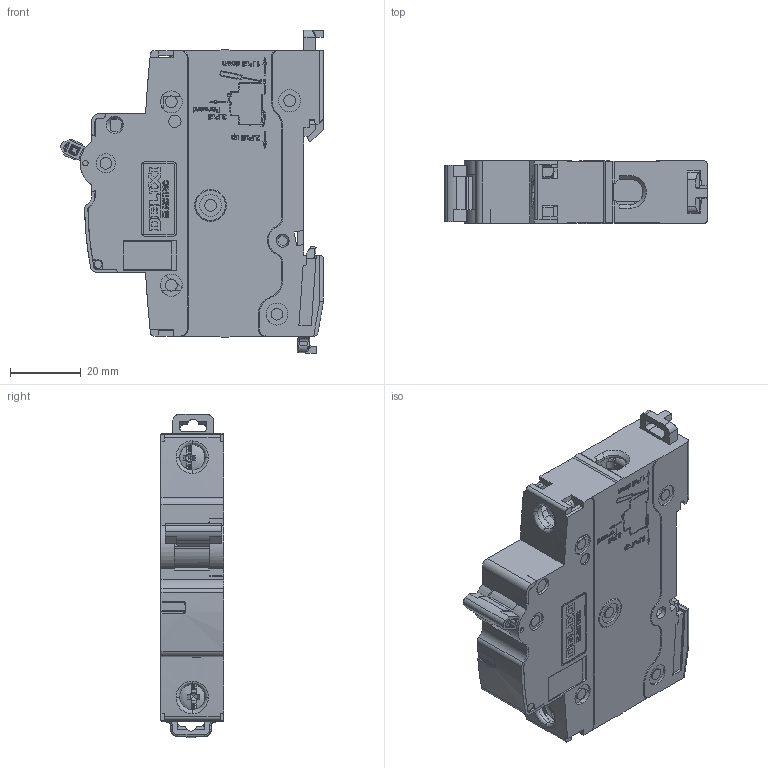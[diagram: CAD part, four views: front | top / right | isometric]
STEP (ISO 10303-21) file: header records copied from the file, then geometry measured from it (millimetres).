
FILE_DESCRIPTION((''),'2;1');
FILE_NAME('ASM0001_SW0001','2019-08-05T',('gang.wang'),(''),'PRO/ENGINEER BY PARAMETRIC TECHNOLOGY CORPORATION, 2015440','PRO/ENGINEER BY PARAMETRIC TECHNOLOGY CORPORATION, 2015440','');
FILE_SCHEMA(('CONFIG_CONTROL_DESIGN'));
Products named in the file (1): ASM0001_SW0001
Bounding box: 74.28 x 17.85 x 91.53 mm (x, y, z)
Volume: 72940.7 mm3; surface area: 26712.8 mm2
Topology: 1 solids, 2 shells, 4113 faces, 11520 edges, 7525 vertices
Faces by surface type: plane 2641, extrusion 646, cylinder 572, cone 119, torus 75, bspline 53, sphere 7
Entity records: 139432 total; most frequent: CARTESIAN_POINT 35964, ORIENTED_EDGE 23020, DIRECTION 18584, EDGE_CURVE 11510, VECTOR 8896, LINE 8250, VERTEX_POINT 7525, AXIS2_PLACEMENT_3D 4844
